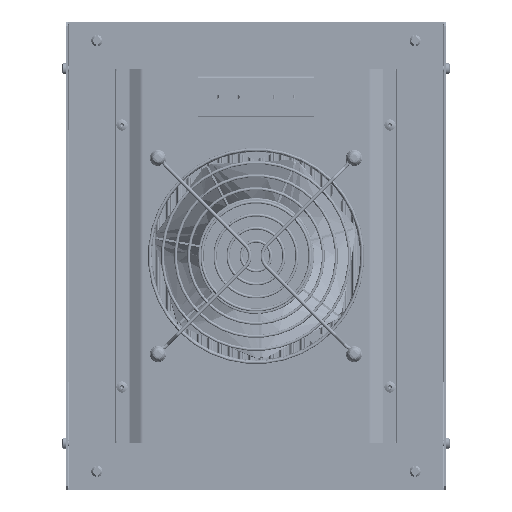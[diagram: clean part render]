
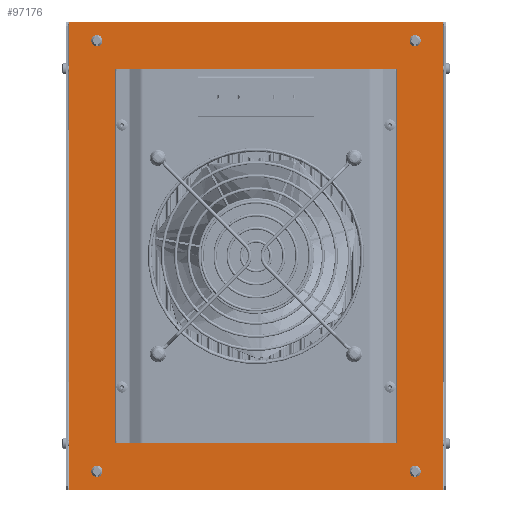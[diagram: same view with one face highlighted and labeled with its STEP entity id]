
A CAD part, front view. The second image highlights one B-rep face of the part: STEP entity #97176.
In plain terms, the highlighted planar face has unit normal (0, -1, 0).
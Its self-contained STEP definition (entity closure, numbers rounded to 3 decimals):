
#96855=CARTESIAN_POINT('',(85.,0.,115.));
#96856=DIRECTION('',(0.,-1.,0.));
#96857=DIRECTION('',(1.,0.,0.));
#96858=AXIS2_PLACEMENT_3D('',#96855,#96856,#96857);
#96860=CARTESIAN_POINT('',(85.,0.,115.));
#96861=DIRECTION('',(0.,-1.,0.));
#96862=DIRECTION('',(-1.,0.,0.));
#96863=AXIS2_PLACEMENT_3D('',#96860,#96861,#96862);
#96865=CARTESIAN_POINT('',(85.,0.,-115.));
#96866=DIRECTION('',(0.,-1.,0.));
#96867=DIRECTION('',(1.,0.,0.));
#96868=AXIS2_PLACEMENT_3D('',#96865,#96866,#96867);
#96870=CARTESIAN_POINT('',(85.,0.,-115.));
#96871=DIRECTION('',(0.,-1.,0.));
#96872=DIRECTION('',(-1.,0.,0.));
#96873=AXIS2_PLACEMENT_3D('',#96870,#96871,#96872);
#96875=CARTESIAN_POINT('',(-85.,0.,115.));
#96876=DIRECTION('',(0.,-1.,0.));
#96877=DIRECTION('',(1.,0.,0.));
#96878=AXIS2_PLACEMENT_3D('',#96875,#96876,#96877);
#96880=CARTESIAN_POINT('',(-85.,0.,115.));
#96881=DIRECTION('',(0.,-1.,0.));
#96882=DIRECTION('',(-1.,0.,0.));
#96883=AXIS2_PLACEMENT_3D('',#96880,#96881,#96882);
#96885=CARTESIAN_POINT('',(-85.,0.,-115.));
#96886=DIRECTION('',(0.,-1.,0.));
#96887=DIRECTION('',(1.,0.,0.));
#96888=AXIS2_PLACEMENT_3D('',#96885,#96886,#96887);
#96890=CARTESIAN_POINT('',(-85.,0.,-115.));
#96891=DIRECTION('',(0.,-1.,0.));
#96892=DIRECTION('',(-1.,0.,0.));
#96893=AXIS2_PLACEMENT_3D('',#96890,#96891,#96892);
#96895=DIRECTION('',(0.,0.,-1.));
#96896=VECTOR('',#96895,250.);
#96897=CARTESIAN_POINT('',(-100.,0.,125.));
#96898=LINE('',#96897,#96896);
#96903=DIRECTION('',(1.,0.,0.));
#96904=VECTOR('',#96903,200.);
#96905=CARTESIAN_POINT('',(-100.,0.,-125.));
#96906=LINE('',#96905,#96904);
#96911=DIRECTION('',(0.,0.,1.));
#96912=VECTOR('',#96911,250.);
#96913=CARTESIAN_POINT('',(100.,0.,-125.));
#96914=LINE('',#96913,#96912);
#96919=DIRECTION('',(-1.,0.,0.));
#96920=VECTOR('',#96919,200.);
#96921=CARTESIAN_POINT('',(100.,0.,125.));
#96922=LINE('',#96921,#96920);
#96999=DIRECTION('',(-1.,0.,0.));
#97000=VECTOR('',#96999,150.5);
#97001=CARTESIAN_POINT('',(75.25,0.,-100.));
#97002=LINE('',#97001,#97000);
#97007=DIRECTION('',(0.,0.,1.));
#97008=VECTOR('',#97007,200.);
#97009=CARTESIAN_POINT('',(-75.25,0.,-100.));
#97010=LINE('',#97009,#97008);
#97015=DIRECTION('',(1.,0.,0.));
#97016=VECTOR('',#97015,150.5);
#97017=CARTESIAN_POINT('',(-75.25,0.,100.));
#97018=LINE('',#97017,#97016);
#97023=DIRECTION('',(0.,0.,-1.));
#97024=VECTOR('',#97023,200.);
#97025=CARTESIAN_POINT('',(75.25,0.,100.));
#97026=LINE('',#97025,#97024);
#97063=CARTESIAN_POINT('',(-100.,0.,125.));
#97064=CARTESIAN_POINT('',(-100.,0.,-125.));
#97065=VERTEX_POINT('',#97063);
#97066=VERTEX_POINT('',#97064);
#97067=CARTESIAN_POINT('',(100.,0.,125.));
#97068=VERTEX_POINT('',#97067);
#97069=CARTESIAN_POINT('',(100.,0.,-125.));
#97070=VERTEX_POINT('',#97069);
#97071=CARTESIAN_POINT('',(75.25,0.,-100.));
#97072=CARTESIAN_POINT('',(-75.25,0.,-100.));
#97073=VERTEX_POINT('',#97071);
#97074=VERTEX_POINT('',#97072);
#97075=CARTESIAN_POINT('',(75.25,0.,100.));
#97076=VERTEX_POINT('',#97075);
#97077=CARTESIAN_POINT('',(-75.25,0.,100.));
#97078=VERTEX_POINT('',#97077);
#97079=CARTESIAN_POINT('',(88.,0.,115.));
#97080=CARTESIAN_POINT('',(82.,0.,115.));
#97081=VERTEX_POINT('',#97079);
#97082=VERTEX_POINT('',#97080);
#97083=CARTESIAN_POINT('',(88.,0.,-115.));
#97084=CARTESIAN_POINT('',(82.,0.,-115.));
#97085=VERTEX_POINT('',#97083);
#97086=VERTEX_POINT('',#97084);
#97087=CARTESIAN_POINT('',(-82.,0.,115.));
#97088=CARTESIAN_POINT('',(-88.,0.,115.));
#97089=VERTEX_POINT('',#97087);
#97090=VERTEX_POINT('',#97088);
#97091=CARTESIAN_POINT('',(-82.,0.,-115.));
#97092=CARTESIAN_POINT('',(-88.,0.,-115.));
#97093=VERTEX_POINT('',#97091);
#97094=VERTEX_POINT('',#97092);
#97127=CARTESIAN_POINT('',(0.,0.,0.));
#97128=DIRECTION('',(0.,1.,0.));
#97129=DIRECTION('',(1.,0.,0.));
#97130=AXIS2_PLACEMENT_3D('',#97127,#97128,#97129);
#97131=PLANE('',#97130);
#97133=ORIENTED_EDGE('',*,*,#97132,.F.);
#97135=ORIENTED_EDGE('',*,*,#97134,.F.);
#97137=ORIENTED_EDGE('',*,*,#97136,.F.);
#97139=ORIENTED_EDGE('',*,*,#97138,.F.);
#97140=EDGE_LOOP('',(#97133,#97135,#97137,#97139));
#97141=FACE_OUTER_BOUND('',#97140,.F.);
#97143=ORIENTED_EDGE('',*,*,#97142,.F.);
#97145=ORIENTED_EDGE('',*,*,#97144,.F.);
#97147=ORIENTED_EDGE('',*,*,#97146,.F.);
#97149=ORIENTED_EDGE('',*,*,#97148,.F.);
#97150=EDGE_LOOP('',(#97143,#97145,#97147,#97149));
#97151=FACE_BOUND('',#97150,.F.);
#97153=ORIENTED_EDGE('',*,*,#97152,.T.);
#97155=ORIENTED_EDGE('',*,*,#97154,.T.);
#97156=EDGE_LOOP('',(#97153,#97155));
#97157=FACE_BOUND('',#97156,.F.);
#97159=ORIENTED_EDGE('',*,*,#97158,.T.);
#97161=ORIENTED_EDGE('',*,*,#97160,.T.);
#97162=EDGE_LOOP('',(#97159,#97161));
#97163=FACE_BOUND('',#97162,.F.);
#97165=ORIENTED_EDGE('',*,*,#97164,.T.);
#97167=ORIENTED_EDGE('',*,*,#97166,.T.);
#97168=EDGE_LOOP('',(#97165,#97167));
#97169=FACE_BOUND('',#97168,.F.);
#97171=ORIENTED_EDGE('',*,*,#97170,.T.);
#97173=ORIENTED_EDGE('',*,*,#97172,.T.);
#97174=EDGE_LOOP('',(#97171,#97173));
#97175=FACE_BOUND('',#97174,.F.);
#97176=ADVANCED_FACE('',(#97141,#97151,#97157,#97163,#97169,#97175),#97131,.F.);
#96859=CIRCLE('',#96858,3.);
#96864=CIRCLE('',#96863,3.);
#96869=CIRCLE('',#96868,3.);
#96874=CIRCLE('',#96873,3.);
#96879=CIRCLE('',#96878,3.);
#96884=CIRCLE('',#96883,3.);
#96889=CIRCLE('',#96888,3.);
#96894=CIRCLE('',#96893,3.);
#97132=EDGE_CURVE('',#97065,#97066,#96898,.T.);
#97134=EDGE_CURVE('',#97068,#97065,#96922,.T.);
#97136=EDGE_CURVE('',#97070,#97068,#96914,.T.);
#97138=EDGE_CURVE('',#97066,#97070,#96906,.T.);
#97142=EDGE_CURVE('',#97073,#97074,#97002,.T.);
#97144=EDGE_CURVE('',#97076,#97073,#97026,.T.);
#97146=EDGE_CURVE('',#97078,#97076,#97018,.T.);
#97148=EDGE_CURVE('',#97074,#97078,#97010,.T.);
#97152=EDGE_CURVE('',#97081,#97082,#96859,.T.);
#97154=EDGE_CURVE('',#97082,#97081,#96864,.T.);
#97158=EDGE_CURVE('',#97085,#97086,#96869,.T.);
#97160=EDGE_CURVE('',#97086,#97085,#96874,.T.);
#97164=EDGE_CURVE('',#97089,#97090,#96879,.T.);
#97166=EDGE_CURVE('',#97090,#97089,#96884,.T.);
#97170=EDGE_CURVE('',#97093,#97094,#96889,.T.);
#97172=EDGE_CURVE('',#97094,#97093,#96894,.T.);
